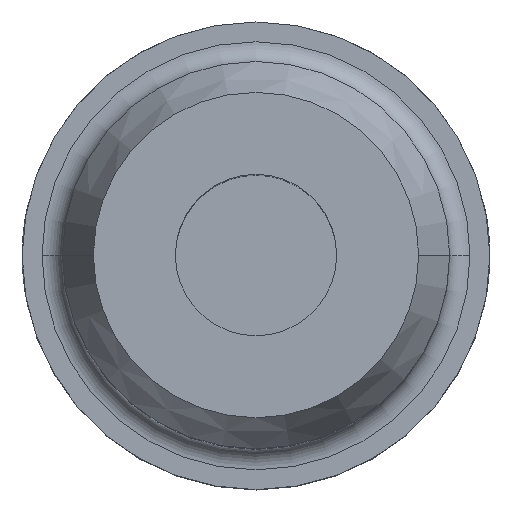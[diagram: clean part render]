
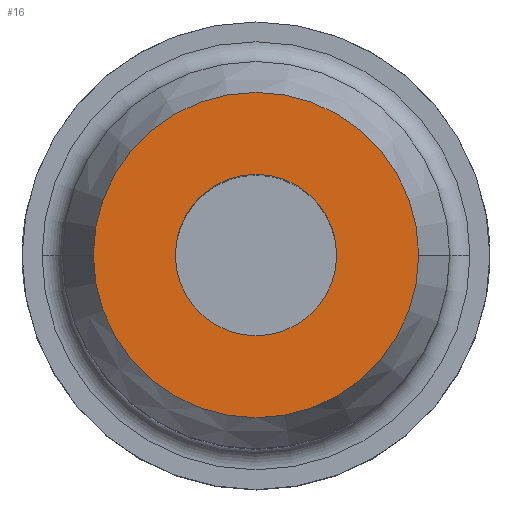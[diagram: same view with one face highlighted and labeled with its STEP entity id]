
A CAD part, top view. The second image highlights one B-rep face of the part: STEP entity #16.
In plain terms, the highlighted planar face has unit normal (0, 0, 1).
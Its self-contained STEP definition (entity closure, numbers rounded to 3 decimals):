
#16 = ADVANCED_FACE ( 'NONE', ( #499, #339 ), #1434, .F. ) ;
#78 = CIRCLE ( 'NONE', #370, 16. ) ;
#89 = AXIS2_PLACEMENT_3D ( 'NONE', #480, #1325, #601 ) ;
#115 = VERTEX_POINT ( 'NONE', #587 ) ;
#123 = EDGE_CURVE ( 'NONE', #382, #115, #78, .T. ) ;
#294 = EDGE_LOOP ( 'NONE', ( #838, #1580 ) ) ;
#339 = FACE_OUTER_BOUND ( 'NONE', #294, .T. ) ;
#370 = AXIS2_PLACEMENT_3D ( 'NONE', #1566, #1402, #1417 ) ;
#382 = VERTEX_POINT ( 'NONE', #1012 ) ;
#428 = CIRCLE ( 'NONE', #529, 7.937 ) ;
#480 = CARTESIAN_POINT ( 'NONE',  ( 0., 0., 63.5 ) ) ;
#485 = DIRECTION ( 'NONE',  ( -1., 0., 0. ) ) ;
#499 = FACE_BOUND ( 'NONE', #1114, .T. ) ;
#502 = CARTESIAN_POINT ( 'NONE',  ( 7.937, 0., 63.5 ) ) ;
#529 = AXIS2_PLACEMENT_3D ( 'NONE', #1324, #705, #1311 ) ;
#551 = DIRECTION ( 'NONE',  ( 0., 0., -1. ) ) ;
#587 = CARTESIAN_POINT ( 'NONE',  ( -16., 0., 63.5 ) ) ;
#601 = DIRECTION ( 'NONE',  ( -1., 0., 0. ) ) ;
#614 = AXIS2_PLACEMENT_3D ( 'NONE', #1321, #1376, #946 ) ;
#635 = EDGE_CURVE ( 'NONE', #115, #382, #1117, .T. ) ;
#705 = DIRECTION ( 'NONE',  ( 0., 0., -1. ) ) ;
#718 = CIRCLE ( 'NONE', #614, 7.937 ) ;
#755 = VERTEX_POINT ( 'NONE', #1415 ) ;
#827 = VERTEX_POINT ( 'NONE', #502 ) ;
#838 = ORIENTED_EDGE ( 'NONE', *, *, #635, .F. ) ;
#946 = DIRECTION ( 'NONE',  ( -1., 0., 0. ) ) ;
#1012 = CARTESIAN_POINT ( 'NONE',  ( 16., 0., 63.5 ) ) ;
#1055 = EDGE_CURVE ( 'NONE', #755, #827, #428, .T. ) ;
#1069 = EDGE_CURVE ( 'NONE', #827, #755, #718, .T. ) ;
#1114 = EDGE_LOOP ( 'NONE', ( #1263, #1205 ) ) ;
#1117 = CIRCLE ( 'NONE', #89, 16. ) ;
#1205 = ORIENTED_EDGE ( 'NONE', *, *, #1069, .T. ) ;
#1263 = ORIENTED_EDGE ( 'NONE', *, *, #1055, .T. ) ;
#1290 = AXIS2_PLACEMENT_3D ( 'NONE', #1302, #551, #485 ) ;
#1302 = CARTESIAN_POINT ( 'NONE',  ( 0., 16., 63.5 ) ) ;
#1311 = DIRECTION ( 'NONE',  ( -1., 0., 0. ) ) ;
#1321 = CARTESIAN_POINT ( 'NONE',  ( 0., 0., 63.5 ) ) ;
#1324 = CARTESIAN_POINT ( 'NONE',  ( 0., 0., 63.5 ) ) ;
#1325 = DIRECTION ( 'NONE',  ( 0., 0., -1. ) ) ;
#1376 = DIRECTION ( 'NONE',  ( 0., 0., -1. ) ) ;
#1402 = DIRECTION ( 'NONE',  ( 0., 0., -1. ) ) ;
#1415 = CARTESIAN_POINT ( 'NONE',  ( -7.937, 0., 63.5 ) ) ;
#1417 = DIRECTION ( 'NONE',  ( -1., 0., 0. ) ) ;
#1434 = PLANE ( 'NONE',  #1290 ) ;
#1566 = CARTESIAN_POINT ( 'NONE',  ( 0., 0., 63.5 ) ) ;
#1580 = ORIENTED_EDGE ( 'NONE', *, *, #123, .F. ) ;
